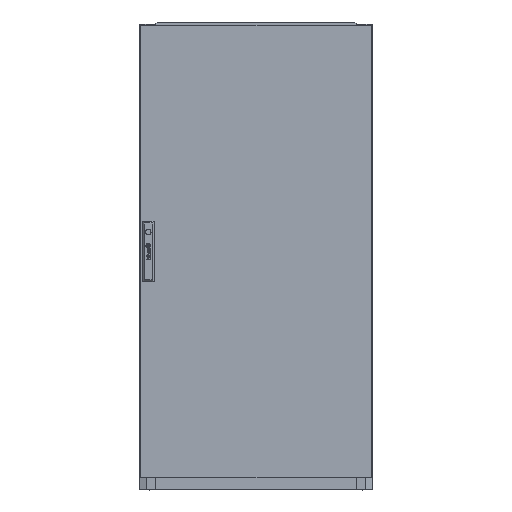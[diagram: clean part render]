
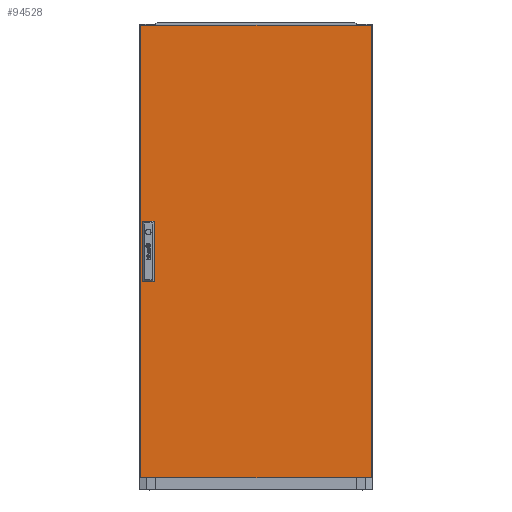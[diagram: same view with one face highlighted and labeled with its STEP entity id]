
A CAD part, top view. The second image highlights one B-rep face of the part: STEP entity #94528.
In plain terms, the highlighted planar face has unit normal (0, 0, 1).
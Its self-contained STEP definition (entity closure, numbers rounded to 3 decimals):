
#167 = VECTOR ( 'NONE', #90695, 1000. ) ;
#612 = CARTESIAN_POINT ( 'NONE',  ( -297., 583.5, 0. ) ) ;
#1589 = EDGE_CURVE ( 'NONE', #108587, #27084, #3945, .T. ) ;
#2800 = ORIENTED_EDGE ( 'NONE', *, *, #25385, .T. ) ;
#3945 = LINE ( 'NONE', #75930, #46113 ) ;
#4665 = DIRECTION ( 'NONE',  ( 1., 0., 0. ) ) ;
#5421 = CARTESIAN_POINT ( 'NONE',  ( 297., 583.5, 0. ) ) ;
#5704 = DIRECTION ( 'NONE',  ( 1., 0., 0. ) ) ;
#8875 = ORIENTED_EDGE ( 'NONE', *, *, #60467, .T. ) ;
#8928 = DIRECTION ( 'NONE',  ( 0., -1., 0. ) ) ;
#10817 = FACE_OUTER_BOUND ( 'NONE', #49683, .T. ) ;
#11736 = DIRECTION ( 'NONE',  ( 0., -1., 0. ) ) ;
#15636 = EDGE_LOOP ( 'NONE', ( #8875, #106455, #22959, #44582 ) ) ;
#16578 = VERTEX_POINT ( 'NONE', #75881 ) ;
#18854 = CARTESIAN_POINT ( 'NONE',  ( -263., -78.5, 0. ) ) ;
#19026 = CARTESIAN_POINT ( 'NONE',  ( -293.4, -78.5, 0. ) ) ;
#21925 = CARTESIAN_POINT ( 'NONE',  ( -293.4, 78.5, 0. ) ) ;
#22959 = ORIENTED_EDGE ( 'NONE', *, *, #40168, .F. ) ;
#23045 = VECTOR ( 'NONE', #97327, 1000. ) ;
#24587 = CARTESIAN_POINT ( 'NONE',  ( 0., 0., 0. ) ) ;
#25193 = LINE ( 'NONE', #91065, #167 ) ;
#25385 = EDGE_CURVE ( 'NONE', #107988, #97833, #67965, .T. ) ;
#27084 = VERTEX_POINT ( 'NONE', #18854 ) ;
#37548 = VERTEX_POINT ( 'NONE', #19026 ) ;
#39495 = EDGE_CURVE ( 'NONE', #92477, #107988, #90152, .T. ) ;
#40168 = EDGE_CURVE ( 'NONE', #37548, #27084, #59573, .T. ) ;
#41518 = DIRECTION ( 'NONE',  ( 1., 0., 0. ) ) ;
#42519 = ORIENTED_EDGE ( 'NONE', *, *, #82186, .T. ) ;
#44582 = ORIENTED_EDGE ( 'NONE', *, *, #96355, .F. ) ;
#46113 = VECTOR ( 'NONE', #92870, 1000. ) ;
#49683 = EDGE_LOOP ( 'NONE', ( #57764, #2800, #85260, #42519 ) ) ;
#56464 = FACE_BOUND ( 'NONE', #15636, .T. ) ;
#57539 = LINE ( 'NONE', #92777, #99712 ) ;
#57764 = ORIENTED_EDGE ( 'NONE', *, *, #39495, .T. ) ;
#59573 = LINE ( 'NONE', #71210, #79272 ) ;
#60467 = EDGE_CURVE ( 'NONE', #106775, #108587, #86863, .T. ) ;
#63830 = CARTESIAN_POINT ( 'NONE',  ( -263., 78.5, 0. ) ) ;
#64513 = VECTOR ( 'NONE', #5704, 1000. ) ;
#64595 = CARTESIAN_POINT ( 'NONE',  ( -293.4, 78.5, 0. ) ) ;
#67965 = LINE ( 'NONE', #612, #104957 ) ;
#70487 = CARTESIAN_POINT ( 'NONE',  ( -293.4, 0., 0. ) ) ;
#71210 = CARTESIAN_POINT ( 'NONE',  ( -293.4, -78.5, 0. ) ) ;
#74955 = PLANE ( 'NONE',  #83406 ) ;
#75881 = CARTESIAN_POINT ( 'NONE',  ( -297., -583.5, 0. ) ) ;
#75930 = CARTESIAN_POINT ( 'NONE',  ( -263., 0., 0. ) ) ;
#79272 = VECTOR ( 'NONE', #4665, 1000. ) ;
#82186 = EDGE_CURVE ( 'NONE', #16578, #92477, #25193, .T. ) ;
#83406 = AXIS2_PLACEMENT_3D ( 'NONE', #24587, #91894, #41518 ) ;
#85260 = ORIENTED_EDGE ( 'NONE', *, *, #105425, .T. ) ;
#86863 = LINE ( 'NONE', #64595, #64513 ) ;
#87499 = VECTOR ( 'NONE', #11736, 1000. ) ;
#90152 = LINE ( 'NONE', #105894, #23045 ) ;
#90159 = LINE ( 'NONE', #70487, #87499 ) ;
#90695 = DIRECTION ( 'NONE',  ( 1., 0., 0. ) ) ;
#91065 = CARTESIAN_POINT ( 'NONE',  ( -297., -583.5, 0. ) ) ;
#91894 = DIRECTION ( 'NONE',  ( 0., 0., 1. ) ) ;
#92477 = VERTEX_POINT ( 'NONE', #103317 ) ;
#92777 = CARTESIAN_POINT ( 'NONE',  ( -297., 583.5, 0. ) ) ;
#92870 = DIRECTION ( 'NONE',  ( 0., -1., 0. ) ) ;
#93340 = DIRECTION ( 'NONE',  ( -1., 0., 0. ) ) ;
#94528 = ADVANCED_FACE ( 'NONE', ( #56464, #10817 ), #74955, .T. ) ;
#96355 = EDGE_CURVE ( 'NONE', #106775, #37548, #90159, .T. ) ;
#97327 = DIRECTION ( 'NONE',  ( 0., 1., 0. ) ) ;
#97833 = VERTEX_POINT ( 'NONE', #98985 ) ;
#98985 = CARTESIAN_POINT ( 'NONE',  ( -297., 583.5, 0. ) ) ;
#99712 = VECTOR ( 'NONE', #8928, 1000. ) ;
#103317 = CARTESIAN_POINT ( 'NONE',  ( 297., -583.5, 0. ) ) ;
#104957 = VECTOR ( 'NONE', #93340, 1000. ) ;
#105425 = EDGE_CURVE ( 'NONE', #97833, #16578, #57539, .T. ) ;
#105894 = CARTESIAN_POINT ( 'NONE',  ( 297., 583.5, 0. ) ) ;
#106455 = ORIENTED_EDGE ( 'NONE', *, *, #1589, .T. ) ;
#106775 = VERTEX_POINT ( 'NONE', #21925 ) ;
#107988 = VERTEX_POINT ( 'NONE', #5421 ) ;
#108587 = VERTEX_POINT ( 'NONE', #63830 ) ;
